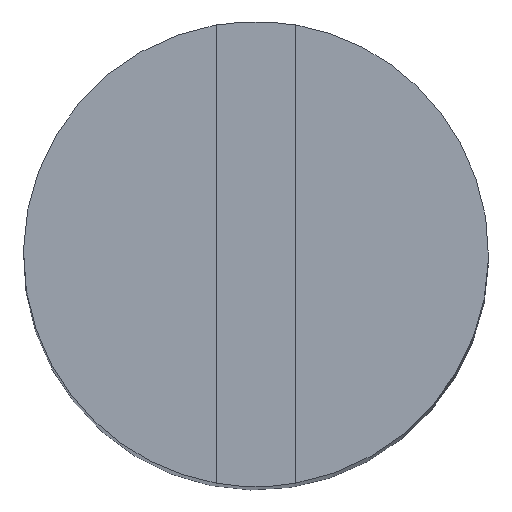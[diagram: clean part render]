
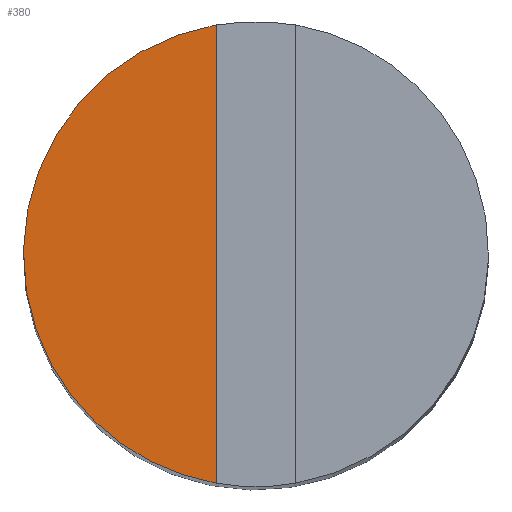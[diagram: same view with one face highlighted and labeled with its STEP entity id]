
A CAD part, top view. The second image highlights one B-rep face of the part: STEP entity #380.
In plain terms, the highlighted planar face has unit normal (0, 0, 1).
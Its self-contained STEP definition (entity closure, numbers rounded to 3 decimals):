
#181=AXIS2_PLACEMENT_3D('Circle Axis2P3D',#179,#180,$) ;
#357=AXIS2_PLACEMENT_3D('Plane Axis2P3D',#354,#355,#356) ;
#176=CARTESIAN_POINT('Vertex',(0.428,1.822,46.)) ;
#179=CARTESIAN_POINT('Axis2P3D Location',(3.5,3.5,46.)) ;
#183=CARTESIAN_POINT('Vertex',(2.9,6.948,46.)) ;
#222=CARTESIAN_POINT('Control Point',(0.428,1.822,46.)) ;
#223=CARTESIAN_POINT('Control Point',(0.805,1.132,46.)) ;
#224=CARTESIAN_POINT('Control Point',(1.39,0.554,46.)) ;
#225=CARTESIAN_POINT('Control Point',(2.125,0.187,46.)) ;
#226=CARTESIAN_POINT('Control Point',(2.9,0.052,46.)) ;
#227=CARTESIAN_POINT('Vertex',(2.9,0.052,46.)) ;
#354=CARTESIAN_POINT('Axis2P3D Location',(4.1,3.5,46.)) ;
#370=CARTESIAN_POINT('Line Origine',(2.9,3.5,46.)) ;
#180=DIRECTION('Axis2P3D Direction',(0.,-0.,1.)) ;
#355=DIRECTION('Axis2P3D Direction',(0.,0.,1.)) ;
#356=DIRECTION('Axis2P3D XDirection',(1.,0.,0.)) ;
#371=DIRECTION('Vector Direction',(0.,-1.,0.)) ;
#372=VECTOR('Line Direction',#371,1.) ;
#376=ORIENTED_EDGE('',*,*,#185,.T.) ;
#377=ORIENTED_EDGE('',*,*,#229,.T.) ;
#378=ORIENTED_EDGE('',*,*,#374,.F.) ;
#380=ADVANCED_FACE('Hauptkoerper',(#379),#358,.T.) ;
#221=B_SPLINE_CURVE_WITH_KNOTS('',4,(#222,#223,#224,#225,#226),.UNSPECIFIED.,.F.,.U.,(5,5),(-1.572,1.572),.UNSPECIFIED.) ;
#182=CIRCLE('generated circle',#181,3.5) ;
#185=EDGE_CURVE('',#184,#177,#182,.T.) ;
#229=EDGE_CURVE('',#177,#228,#221,.T.) ;
#374=EDGE_CURVE('',#184,#228,#373,.T.) ;
#375=EDGE_LOOP('',(#376,#377,#378)) ;
#379=FACE_OUTER_BOUND('',#375,.T.) ;
#373=LINE('Line',#370,#372) ;
#358=PLANE('',#357) ;
#177=VERTEX_POINT('',#176) ;
#184=VERTEX_POINT('',#183) ;
#228=VERTEX_POINT('',#227) ;
